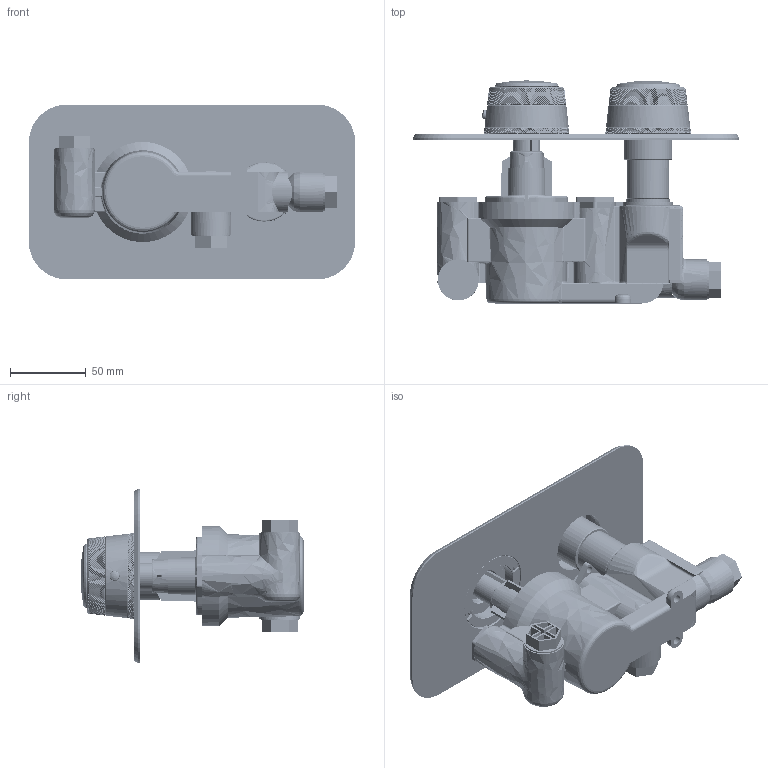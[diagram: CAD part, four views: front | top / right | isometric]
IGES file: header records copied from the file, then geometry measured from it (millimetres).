
Global section: file name: T1001-R; native system: Autodesk Inventor 2020; preprocessor: unknown; author: rclarke; date: 20200203.084746; units: millimetre
Bounding box: 215 x 146.86 x 115 mm (x, y, z)
Volume: 470700.9 mm3; surface area: 288810.4 mm2
Topology: 60 solids, 65 shells, 28621 faces, 61442 edges, 33110 vertices
Faces by surface type: bspline 28621
